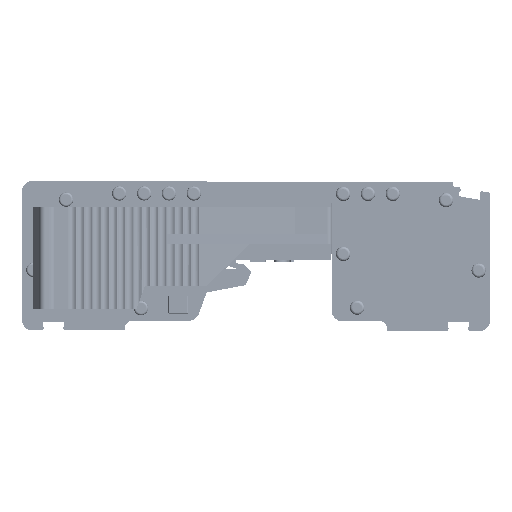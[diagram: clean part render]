
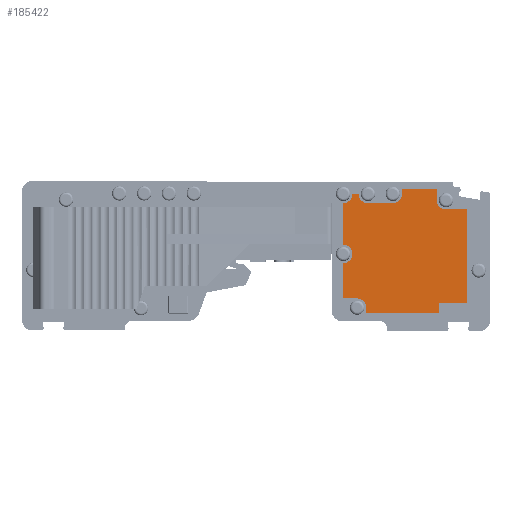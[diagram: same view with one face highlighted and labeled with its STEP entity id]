
A CAD part, front view. The second image highlights one B-rep face of the part: STEP entity #185422.
In plain terms, the highlighted planar face has unit normal (0, -1, 0).
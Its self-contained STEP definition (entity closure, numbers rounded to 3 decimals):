
#6404=CIRCLE('',#193807,0.9);
#6405=CIRCLE('',#193808,0.9);
#6406=CIRCLE('',#193809,0.9);
#6407=CIRCLE('',#193810,0.9);
#6408=CIRCLE('',#193811,0.9);
#6409=CIRCLE('',#193812,0.9);
#12681=ORIENTED_EDGE('',*,*,#52327,.T.);
#12682=ORIENTED_EDGE('',*,*,#52328,.T.);
#12683=ORIENTED_EDGE('',*,*,#52329,.T.);
#12684=ORIENTED_EDGE('',*,*,#52330,.T.);
#12685=ORIENTED_EDGE('',*,*,#52331,.T.);
#12686=ORIENTED_EDGE('',*,*,#52332,.T.);
#12687=ORIENTED_EDGE('',*,*,#52333,.T.);
#12688=ORIENTED_EDGE('',*,*,#52334,.T.);
#12689=ORIENTED_EDGE('',*,*,#52335,.T.);
#12690=ORIENTED_EDGE('',*,*,#52336,.T.);
#12691=ORIENTED_EDGE('',*,*,#52337,.T.);
#12692=ORIENTED_EDGE('',*,*,#52338,.T.);
#12693=ORIENTED_EDGE('',*,*,#52339,.T.);
#12694=ORIENTED_EDGE('',*,*,#52340,.T.);
#12695=ORIENTED_EDGE('',*,*,#52341,.T.);
#12696=ORIENTED_EDGE('',*,*,#52342,.T.);
#12697=ORIENTED_EDGE('',*,*,#52343,.T.);
#12698=ORIENTED_EDGE('',*,*,#52344,.T.);
#12699=ORIENTED_EDGE('',*,*,#52345,.T.);
#12700=ORIENTED_EDGE('',*,*,#52346,.T.);
#52327=EDGE_CURVE('',#72086,#72087,#6404,.T.);
#52328=EDGE_CURVE('',#72087,#72088,#84436,.T.);
#52329=EDGE_CURVE('',#72088,#72089,#6405,.T.);
#52330=EDGE_CURVE('',#72089,#72090,#84437,.T.);
#52331=EDGE_CURVE('',#72090,#72091,#84438,.T.);
#52332=EDGE_CURVE('',#72091,#72092,#6406,.T.);
#52333=EDGE_CURVE('',#72092,#72093,#84439,.T.);
#52334=EDGE_CURVE('',#72093,#72094,#84440,.T.);
#52335=EDGE_CURVE('',#72094,#72095,#84441,.T.);
#52336=EDGE_CURVE('',#72095,#72096,#84442,.T.);
#52337=EDGE_CURVE('',#72096,#72097,#84443,.T.);
#52338=EDGE_CURVE('',#72097,#72098,#84444,.T.);
#52339=EDGE_CURVE('',#72098,#72099,#6407,.T.);
#52340=EDGE_CURVE('',#72099,#72100,#84445,.T.);
#52341=EDGE_CURVE('',#72100,#72101,#84446,.T.);
#52342=EDGE_CURVE('',#72101,#72102,#84447,.T.);
#52343=EDGE_CURVE('',#72102,#72103,#6408,.T.);
#52344=EDGE_CURVE('',#72103,#72104,#84448,.T.);
#52345=EDGE_CURVE('',#72104,#72105,#6409,.T.);
#52346=EDGE_CURVE('',#72105,#72086,#84449,.T.);
#72086=VERTEX_POINT('',#249651);
#72087=VERTEX_POINT('',#249652);
#72088=VERTEX_POINT('',#249654);
#72089=VERTEX_POINT('',#249656);
#72090=VERTEX_POINT('',#249658);
#72091=VERTEX_POINT('',#249660);
#72092=VERTEX_POINT('',#249662);
#72093=VERTEX_POINT('',#249664);
#72094=VERTEX_POINT('',#249666);
#72095=VERTEX_POINT('',#249668);
#72096=VERTEX_POINT('',#249670);
#72097=VERTEX_POINT('',#249672);
#72098=VERTEX_POINT('',#249674);
#72099=VERTEX_POINT('',#249676);
#72100=VERTEX_POINT('',#249678);
#72101=VERTEX_POINT('',#249680);
#72102=VERTEX_POINT('',#249682);
#72103=VERTEX_POINT('',#249684);
#72104=VERTEX_POINT('',#249686);
#72105=VERTEX_POINT('',#249688);
#84436=LINE('',#249653,#98398);
#84437=LINE('',#249657,#98399);
#84438=LINE('',#249659,#98400);
#84439=LINE('',#249663,#98401);
#84440=LINE('',#249665,#98402);
#84441=LINE('',#249667,#98403);
#84442=LINE('',#249669,#98404);
#84443=LINE('',#249671,#98405);
#84444=LINE('',#249673,#98406);
#84445=LINE('',#249677,#98407);
#84446=LINE('',#249679,#98408);
#84447=LINE('',#249681,#98409);
#84448=LINE('',#249685,#98410);
#84449=LINE('',#249689,#98411);
#98398=VECTOR('',#207163,1000.);
#98399=VECTOR('',#207166,1000.);
#98400=VECTOR('',#207167,1000.);
#98401=VECTOR('',#207170,1000.);
#98402=VECTOR('',#207171,1000.);
#98403=VECTOR('',#207172,1000.);
#98404=VECTOR('',#207173,1000.);
#98405=VECTOR('',#207174,1000.);
#98406=VECTOR('',#207175,1000.);
#98407=VECTOR('',#207178,1000.);
#98408=VECTOR('',#207179,1000.);
#98409=VECTOR('',#207180,1000.);
#98410=VECTOR('',#207183,1000.);
#98411=VECTOR('',#207186,1000.);
#110680=EDGE_LOOP('',(#12681,#12682,#12683,#12684,#12685,#12686,#12687,
#12688,#12689,#12690,#12691,#12692,#12693,#12694,#12695,#12696,#12697,#12698,
#12699,#12700));
#119558=FACE_BOUND('',#110680,.T.);
#128039=PLANE('',#193806);
#185422=ADVANCED_FACE('',(#119558),#128039,.F.);
#193806=AXIS2_PLACEMENT_3D('',#249649,#207159,#207160);
#193807=AXIS2_PLACEMENT_3D('',#249650,#207161,#207162);
#193808=AXIS2_PLACEMENT_3D('',#249655,#207164,#207165);
#193809=AXIS2_PLACEMENT_3D('',#249661,#207168,#207169);
#193810=AXIS2_PLACEMENT_3D('',#249675,#207176,#207177);
#193811=AXIS2_PLACEMENT_3D('',#249683,#207181,#207182);
#193812=AXIS2_PLACEMENT_3D('',#249687,#207184,#207185);
#207159=DIRECTION('',(0.,1.,0.));
#207160=DIRECTION('',(0.,0.,1.));
#207161=DIRECTION('',(0.,1.,0.));
#207162=DIRECTION('',(1.,0.,0.));
#207163=DIRECTION('',(0.,0.,-1.));
#207164=DIRECTION('',(0.,1.,0.));
#207165=DIRECTION('',(-1.,0.,0.));
#207166=DIRECTION('',(0.,0.,-1.));
#207167=DIRECTION('',(1.,0.,0.));
#207168=DIRECTION('',(0.,1.,0.));
#207169=DIRECTION('',(-1.,0.,0.));
#207170=DIRECTION('',(0.,0.,-1.));
#207171=DIRECTION('',(1.,0.,0.));
#207172=DIRECTION('',(0.,0.,1.));
#207173=DIRECTION('',(1.,0.,0.));
#207174=DIRECTION('',(0.,0.,1.));
#207175=DIRECTION('',(-1.,0.,0.));
#207176=DIRECTION('',(0.,1.,0.));
#207177=DIRECTION('',(1.,0.,0.));
#207178=DIRECTION('',(0.,0.,1.));
#207179=DIRECTION('',(-1.,0.,0.));
#207180=DIRECTION('',(0.,0.,-1.));
#207181=DIRECTION('',(0.,1.,0.));
#207182=DIRECTION('',(1.,0.,0.));
#207183=DIRECTION('',(-1.,0.,0.));
#207184=DIRECTION('',(0.,1.,0.));
#207185=DIRECTION('',(1.,0.,0.));
#207186=DIRECTION('',(-1.,0.,0.));
#249649=CARTESIAN_POINT('',(17.971,-0.86,-1.25));
#249650=CARTESIAN_POINT('',(17.971,-0.86,-1.25));
#249651=CARTESIAN_POINT('',(18.871,-0.86,-1.25));
#249652=CARTESIAN_POINT('',(17.971,-0.86,-2.15));
#249653=CARTESIAN_POINT('',(17.971,-0.86,-2.15));
#249654=CARTESIAN_POINT('',(17.971,-0.86,-6.15));
#249655=CARTESIAN_POINT('',(17.975,-0.86,-7.05));
#249656=CARTESIAN_POINT('',(17.971,-0.86,-7.95));
#249657=CARTESIAN_POINT('',(17.971,-0.86,-7.95));
#249658=CARTESIAN_POINT('',(17.971,-0.86,-11.351));
#249659=CARTESIAN_POINT('',(17.971,-0.86,-11.351));
#249660=CARTESIAN_POINT('',(19.325,-0.86,-11.351));
#249661=CARTESIAN_POINT('',(19.325,-0.86,-12.251));
#249662=CARTESIAN_POINT('',(20.225,-0.86,-12.251));
#249663=CARTESIAN_POINT('',(20.225,-0.86,-12.251));
#249664=CARTESIAN_POINT('',(20.225,-0.86,-12.75));
#249665=CARTESIAN_POINT('',(20.225,-0.86,-12.75));
#249666=CARTESIAN_POINT('',(27.225,-0.86,-12.75));
#249667=CARTESIAN_POINT('',(27.225,-0.86,-12.75));
#249668=CARTESIAN_POINT('',(27.225,-0.86,-11.75));
#249669=CARTESIAN_POINT('',(27.225,-0.86,-11.75));
#249670=CARTESIAN_POINT('',(29.92,-0.86,-11.75));
#249671=CARTESIAN_POINT('',(29.92,-0.86,-11.75));
#249672=CARTESIAN_POINT('',(29.92,-0.86,-2.75));
#249673=CARTESIAN_POINT('',(27.92,-0.86,-2.75));
#249674=CARTESIAN_POINT('',(27.92,-0.86,-2.75));
#249675=CARTESIAN_POINT('',(27.92,-0.86,-1.85));
#249676=CARTESIAN_POINT('',(27.02,-0.86,-1.85));
#249677=CARTESIAN_POINT('',(27.02,-0.86,-0.75));
#249678=CARTESIAN_POINT('',(27.02,-0.86,-0.75));
#249679=CARTESIAN_POINT('',(27.02,-0.86,-0.75));
#249680=CARTESIAN_POINT('',(23.671,-0.86,-0.75));
#249681=CARTESIAN_POINT('',(23.671,-0.86,-0.75));
#249682=CARTESIAN_POINT('',(23.671,-0.86,-1.25));
#249683=CARTESIAN_POINT('',(22.771,-0.86,-1.25));
#249684=CARTESIAN_POINT('',(22.771,-0.86,-2.15));
#249685=CARTESIAN_POINT('',(20.371,-0.86,-2.15));
#249686=CARTESIAN_POINT('',(20.371,-0.86,-2.15));
#249687=CARTESIAN_POINT('',(20.371,-0.86,-1.25));
#249688=CARTESIAN_POINT('',(19.471,-0.86,-1.25));
#249689=CARTESIAN_POINT('',(18.871,-0.86,-1.25));
